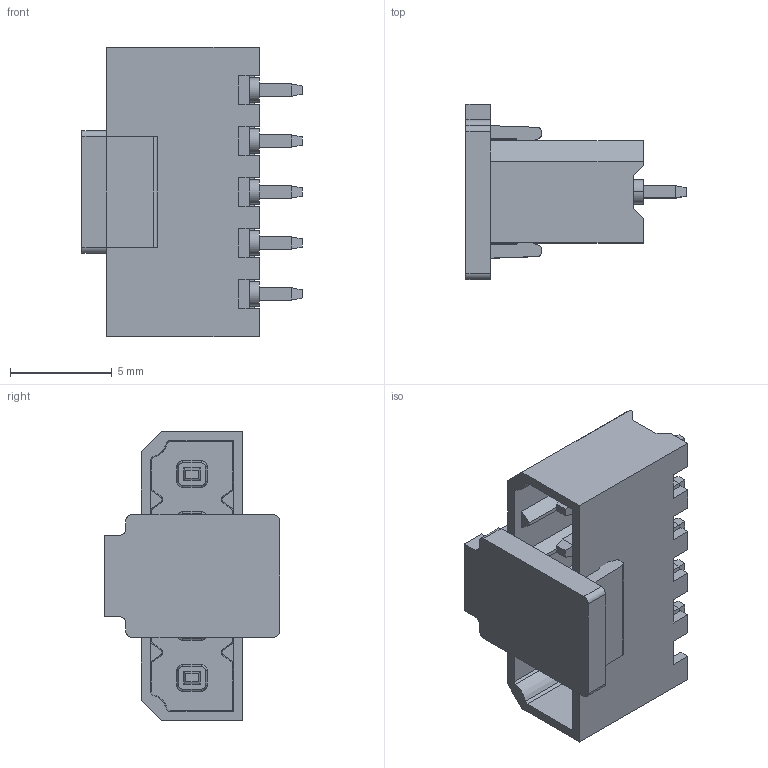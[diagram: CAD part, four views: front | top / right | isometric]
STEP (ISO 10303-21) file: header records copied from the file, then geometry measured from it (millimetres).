
FILE_DESCRIPTION(('SolidDesigner STEP Export'),'2;1');
FILE_NAME('ptsm_0.5-5-hv-2.5-thr.stp','2013-02-28T11:47:03',(''),(''),'Creo Elements/Direct Modeling STEP processor for AP214 (Solid Model)','Creo Elements/Direct Modeling 18.1 06-May-2012 (C) Parametric Technology GmbH','');
FILE_SCHEMA(('AUTOMOTIVE_DESIGN { 1 0 10303 214 1 1 1 1 }'));
Length unit declared in the file: millimetre
Products named in the file (3): ptsm_0.5-5-hv-2.5-thr; ptsm_0.5_pad
Assembly tree (2 placements, depth 2):
  ptsm_0.5-5-hv-2.5-thr
    ptsm_0.5_pad
    ptsm_0.5-5-hv-2.5-thr
Bounding box: 10.8 x 8.6 x 14.2 mm (x, y, z)
Volume: 344.9 mm3; surface area: 892.1 mm2
Topology: 2 solids, 2 shells, 322 faces, 840 edges, 548 vertices
Faces by surface type: plane 278, cylinder 22, cone 22
Entity records: 12254 total; most frequent: CARTESIAN_POINT 1729, ORIENTED_EDGE 1680, DIRECTION 1525, EDGE_CURVE 840, VECTOR 733, LINE 733, VERTEX_POINT 548, AXIS2_PLACEMENT_3D 396
